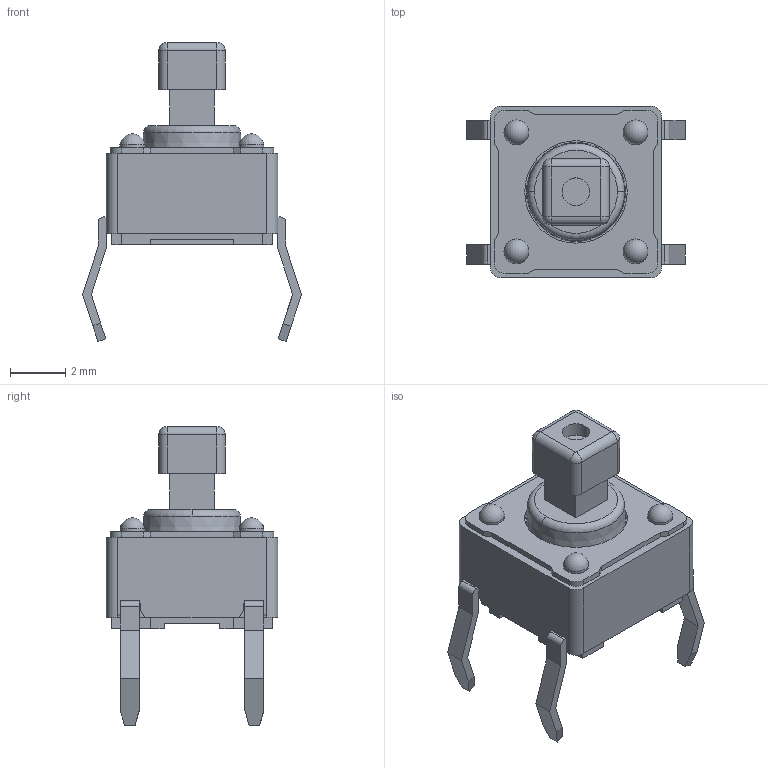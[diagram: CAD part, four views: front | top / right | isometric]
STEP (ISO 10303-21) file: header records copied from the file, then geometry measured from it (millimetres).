
FILE_DESCRIPTION(/* description */ (''),/* implementation_level */ '2;1');
FILE_NAME(/* name */ '505-1-1-91-xx-xx.stp',/* time_stamp */ '2026-02-02T09:26:12+01:00',/* author */ ('Andreas.Larin'),/* organization */ (''),/* preprocessor_version */ 'ST-DEVELOPER v20',/* originating_system */ 'Autodesk Inventor 2025',/* authorisation */ '');
FILE_SCHEMA (('AUTOMOTIVE_DESIGN { 1 0 10303 214 3 1 1 }'));
Length unit declared in the file: millimetre
Products named in the file (1): 505-1-1-91-xx-xx
Bounding box: 7.9 x 6.2 x 10.8 mm (x, y, z)
Volume: 147.5 mm3; surface area: 258.4 mm2
Topology: 1 solids, 1 shells, 225 faces, 581 edges, 375 vertices
Faces by surface type: plane 176, cylinder 38, sphere 8, torus 2, cone 1
Full cylindrical faces by diameter (mm): 0.88 x4, 0.9 x8, 1 x1, 3.7 x1
Entity records: 7031 total; most frequent: CARTESIAN_POINT 1199, ORIENTED_EDGE 1160, DIRECTION 1111, EDGE_CURVE 580, LINE 495, VECTOR 495, VERTEX_POINT 375, AXIS2_PLACEMENT_3D 308
